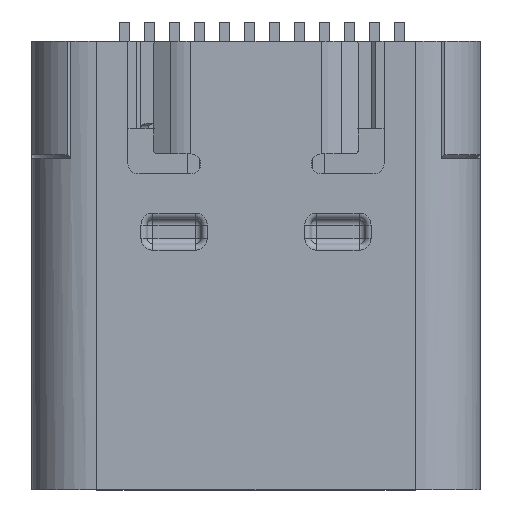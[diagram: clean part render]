
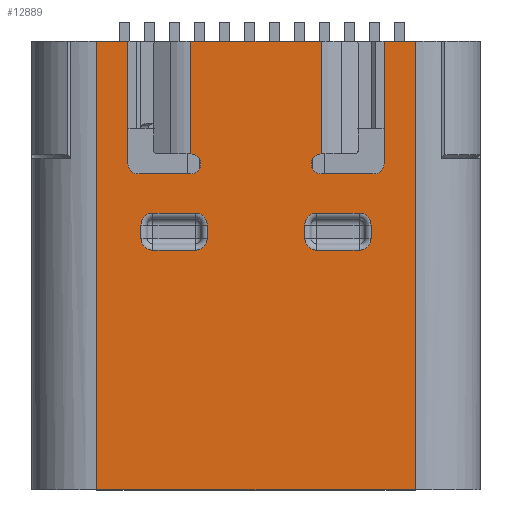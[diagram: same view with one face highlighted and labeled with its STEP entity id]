
A CAD part, top view. The second image highlights one B-rep face of the part: STEP entity #12889.
In plain terms, the highlighted planar face has unit normal (0, 0, 1).
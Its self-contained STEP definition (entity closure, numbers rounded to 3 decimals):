
#270=PLANE('',#13629);
#608=CIRCLE('',#13484,0.24);
#611=CIRCLE('',#13488,0.24);
#614=CIRCLE('',#13494,0.24);
#617=CIRCLE('',#13498,0.24);
#618=CIRCLE('',#13502,0.201);
#619=CIRCLE('',#13505,0.201);
#620=CIRCLE('',#13509,0.201);
#621=CIRCLE('',#13512,0.201);
#624=CIRCLE('',#13518,0.24);
#627=CIRCLE('',#13522,0.24);
#630=CIRCLE('',#13528,0.24);
#633=CIRCLE('',#13532,0.24);
#2472=ORIENTED_EDGE('',*,*,#4263,.T.);
#2473=ORIENTED_EDGE('',*,*,#4259,.T.);
#2474=ORIENTED_EDGE('',*,*,#4256,.T.);
#2475=ORIENTED_EDGE('',*,*,#4251,.T.);
#2476=ORIENTED_EDGE('',*,*,#4250,.T.);
#2477=ORIENTED_EDGE('',*,*,#4254,.T.);
#2478=ORIENTED_EDGE('',*,*,#4258,.T.);
#2479=ORIENTED_EDGE('',*,*,#4262,.F.);
#2480=ORIENTED_EDGE('',*,*,#4264,.F.);
#2481=ORIENTED_EDGE('',*,*,#3852,.T.);
#2482=ORIENTED_EDGE('',*,*,#4424,.T.);
#2483=ORIENTED_EDGE('',*,*,#4425,.T.);
#2484=ORIENTED_EDGE('',*,*,#4421,.T.);
#2485=ORIENTED_EDGE('',*,*,#3862,.T.);
#2486=ORIENTED_EDGE('',*,*,#4279,.T.);
#2487=ORIENTED_EDGE('',*,*,#4277,.F.);
#2488=ORIENTED_EDGE('',*,*,#4275,.T.);
#2489=ORIENTED_EDGE('',*,*,#4273,.F.);
#2490=ORIENTED_EDGE('',*,*,#4272,.T.);
#2491=ORIENTED_EDGE('',*,*,#3856,.T.);
#2492=ORIENTED_EDGE('',*,*,#4271,.F.);
#2493=ORIENTED_EDGE('',*,*,#4270,.F.);
#2494=ORIENTED_EDGE('',*,*,#4268,.F.);
#2495=ORIENTED_EDGE('',*,*,#4266,.F.);
#2496=ORIENTED_EDGE('',*,*,#4295,.T.);
#2497=ORIENTED_EDGE('',*,*,#4291,.T.);
#2498=ORIENTED_EDGE('',*,*,#4288,.T.);
#2499=ORIENTED_EDGE('',*,*,#4283,.T.);
#2500=ORIENTED_EDGE('',*,*,#4282,.T.);
#2501=ORIENTED_EDGE('',*,*,#4286,.T.);
#2502=ORIENTED_EDGE('',*,*,#4290,.T.);
#2503=ORIENTED_EDGE('',*,*,#4294,.F.);
#3852=EDGE_CURVE('',#5146,#5145,#6090,.T.);
#3856=EDGE_CURVE('',#5148,#5147,#6093,.T.);
#3862=EDGE_CURVE('',#5153,#5152,#6098,.T.);
#4250=EDGE_CURVE('',#5388,#5389,#6357,.T.);
#4251=EDGE_CURVE('',#5390,#5388,#608,.T.);
#4254=EDGE_CURVE('',#5389,#5391,#611,.T.);
#4256=EDGE_CURVE('',#5392,#5390,#6358,.T.);
#4258=EDGE_CURVE('',#5391,#5393,#6359,.T.);
#4259=EDGE_CURVE('',#5394,#5392,#614,.T.);
#4262=EDGE_CURVE('',#5395,#5393,#617,.T.);
#4263=EDGE_CURVE('',#5395,#5394,#6360,.T.);
#4264=EDGE_CURVE('',#5146,#5396,#6361,.T.);
#4266=EDGE_CURVE('',#5396,#5397,#618,.T.);
#4268=EDGE_CURVE('',#5397,#5398,#6364,.T.);
#4270=EDGE_CURVE('',#5398,#5003,#619,.T.);
#4271=EDGE_CURVE('',#5003,#5147,#6365,.T.);
#4272=EDGE_CURVE('',#5375,#5148,#6366,.T.);
#4273=EDGE_CURVE('',#5375,#5399,#620,.T.);
#4275=EDGE_CURVE('',#5400,#5399,#6367,.T.);
#4277=EDGE_CURVE('',#5400,#5401,#621,.T.);
#4279=EDGE_CURVE('',#5152,#5401,#6370,.T.);
#4282=EDGE_CURVE('',#5402,#5403,#6371,.T.);
#4283=EDGE_CURVE('',#5404,#5402,#624,.T.);
#4286=EDGE_CURVE('',#5403,#5405,#627,.T.);
#4288=EDGE_CURVE('',#5406,#5404,#6372,.T.);
#4290=EDGE_CURVE('',#5405,#5407,#6373,.T.);
#4291=EDGE_CURVE('',#5408,#5406,#630,.T.);
#4294=EDGE_CURVE('',#5409,#5407,#633,.T.);
#4295=EDGE_CURVE('',#5409,#5408,#6374,.T.);
#4421=EDGE_CURVE('',#5474,#5153,#6462,.T.);
#4424=EDGE_CURVE('',#5145,#5476,#6464,.T.);
#4425=EDGE_CURVE('',#5476,#5474,#6465,.T.);
#5003=VERTEX_POINT('',#17006);
#5145=VERTEX_POINT('',#17411);
#5146=VERTEX_POINT('',#17413);
#5147=VERTEX_POINT('',#17417);
#5148=VERTEX_POINT('',#17419);
#5152=VERTEX_POINT('',#17428);
#5153=VERTEX_POINT('',#17430);
#5375=VERTEX_POINT('',#18119);
#5388=VERTEX_POINT('',#18197);
#5389=VERTEX_POINT('',#18199);
#5390=VERTEX_POINT('',#18203);
#5391=VERTEX_POINT('',#18207);
#5392=VERTEX_POINT('',#18211);
#5393=VERTEX_POINT('',#18215);
#5394=VERTEX_POINT('',#18219);
#5395=VERTEX_POINT('',#18223);
#5396=VERTEX_POINT('',#18229);
#5397=VERTEX_POINT('',#18233);
#5398=VERTEX_POINT('',#18237);
#5399=VERTEX_POINT('',#18250);
#5400=VERTEX_POINT('',#18257);
#5401=VERTEX_POINT('',#18261);
#5402=VERTEX_POINT('',#18267);
#5403=VERTEX_POINT('',#18269);
#5404=VERTEX_POINT('',#18273);
#5405=VERTEX_POINT('',#18277);
#5406=VERTEX_POINT('',#18281);
#5407=VERTEX_POINT('',#18285);
#5408=VERTEX_POINT('',#18289);
#5409=VERTEX_POINT('',#18293);
#5474=VERTEX_POINT('',#18564);
#5476=VERTEX_POINT('',#18570);
#6090=LINE('',#17412,#7188);
#6093=LINE('',#17418,#7191);
#6098=LINE('',#17429,#7196);
#6357=LINE('',#18200,#7455);
#6358=LINE('',#18212,#7456);
#6359=LINE('',#18216,#7457);
#6360=LINE('',#18226,#7458);
#6361=LINE('',#18228,#7459);
#6364=LINE('',#18236,#7462);
#6365=LINE('',#18245,#7463);
#6366=LINE('',#18247,#7464);
#6367=LINE('',#18256,#7465);
#6370=LINE('',#18264,#7468);
#6371=LINE('',#18270,#7469);
#6372=LINE('',#18282,#7470);
#6373=LINE('',#18286,#7471);
#6374=LINE('',#18296,#7472);
#6462=LINE('',#18563,#7560);
#6464=LINE('',#18569,#7562);
#6465=LINE('',#18571,#7563);
#7188=VECTOR('',#14523,1000.);
#7191=VECTOR('',#14528,1000.);
#7196=VECTOR('',#14535,1000.);
#7455=VECTOR('',#15300,1000.);
#7456=VECTOR('',#15317,1000.);
#7457=VECTOR('',#15322,1000.);
#7458=VECTOR('',#15337,1000.);
#7459=VECTOR('',#15340,1000.);
#7462=VECTOR('',#15349,1000.);
#7463=VECTOR('',#15356,1000.);
#7464=VECTOR('',#15359,1000.);
#7465=VECTOR('',#15366,1000.);
#7468=VECTOR('',#15375,1000.);
#7469=VECTOR('',#15382,1000.);
#7470=VECTOR('',#15399,1000.);
#7471=VECTOR('',#15404,1000.);
#7472=VECTOR('',#15419,1000.);
#7560=VECTOR('',#15695,1000.);
#7562=VECTOR('',#15701,1000.);
#7563=VECTOR('',#15702,1000.);
#8209=EDGE_LOOP('',(#2472,#2473,#2474,#2475,#2476,#2477,#2478,#2479));
#8210=EDGE_LOOP('',(#2480,#2481,#2482,#2483,#2484,#2485,#2486,#2487,#2488,
#2489,#2490,#2491,#2492,#2493,#2494,#2495));
#8211=EDGE_LOOP('',(#2496,#2497,#2498,#2499,#2500,#2501,#2502,#2503));
#8726=FACE_BOUND('',#8209,.T.);
#8727=FACE_BOUND('',#8210,.T.);
#8728=FACE_BOUND('',#8211,.T.);
#12889=ADVANCED_FACE('',(#8726,#8727,#8728),#270,.T.);
#13484=AXIS2_PLACEMENT_3D('',#18202,#15303,#15304);
#13488=AXIS2_PLACEMENT_3D('',#18208,#15311,#15312);
#13494=AXIS2_PLACEMENT_3D('',#18218,#15325,#15326);
#13498=AXIS2_PLACEMENT_3D('',#18224,#15333,#15334);
#13502=AXIS2_PLACEMENT_3D('',#18232,#15344,#15345);
#13505=AXIS2_PLACEMENT_3D('',#18243,#15352,#15353);
#13509=AXIS2_PLACEMENT_3D('',#18249,#15362,#15363);
#13512=AXIS2_PLACEMENT_3D('',#18260,#15370,#15371);
#13518=AXIS2_PLACEMENT_3D('',#18272,#15385,#15386);
#13522=AXIS2_PLACEMENT_3D('',#18278,#15393,#15394);
#13528=AXIS2_PLACEMENT_3D('',#18288,#15407,#15408);
#13532=AXIS2_PLACEMENT_3D('',#18294,#15415,#15416);
#13629=AXIS2_PLACEMENT_3D('',#18568,#15699,#15700);
#14523=DIRECTION('',(-1.,0.,0.));
#14528=DIRECTION('',(-1.,0.,0.));
#14535=DIRECTION('',(-1.,0.,0.));
#15300=DIRECTION('',(0.,-1.,0.));
#15303=DIRECTION('',(0.,0.,-1.));
#15304=DIRECTION('',(0.,1.,0.));
#15311=DIRECTION('',(0.,0.,-1.));
#15312=DIRECTION('',(1.,0.,0.));
#15317=DIRECTION('',(1.,0.,0.));
#15322=DIRECTION('',(-1.,0.,0.));
#15325=DIRECTION('',(0.,0.,-1.));
#15326=DIRECTION('',(-1.,0.,0.));
#15333=DIRECTION('',(0.,0.,1.));
#15334=DIRECTION('',(-1.,0.,0.));
#15337=DIRECTION('',(0.,1.,0.));
#15340=DIRECTION('',(0.,-1.,0.));
#15344=DIRECTION('',(0.,0.,1.));
#15345=DIRECTION('',(1.,0.,0.));
#15349=DIRECTION('',(1.,0.,0.));
#15352=DIRECTION('',(0.,0.,1.));
#15353=DIRECTION('',(1.,0.,0.));
#15356=DIRECTION('',(0.,1.,0.));
#15359=DIRECTION('',(0.,1.,0.));
#15362=DIRECTION('',(0.,0.,1.));
#15363=DIRECTION('',(1.,0.,0.));
#15366=DIRECTION('',(-1.,0.,0.));
#15370=DIRECTION('',(0.,0.,1.));
#15371=DIRECTION('',(1.,0.,0.));
#15375=DIRECTION('',(0.,-1.,0.));
#15382=DIRECTION('',(-1.,0.,0.));
#15385=DIRECTION('',(0.,0.,-1.));
#15386=DIRECTION('',(1.,0.,0.));
#15393=DIRECTION('',(0.,0.,-1.));
#15394=DIRECTION('',(0.,-1.,0.));
#15399=DIRECTION('',(0.,-1.,0.));
#15404=DIRECTION('',(0.,1.,0.));
#15407=DIRECTION('',(0.,0.,-1.));
#15408=DIRECTION('',(0.,1.,0.));
#15415=DIRECTION('',(0.,0.,1.));
#15416=DIRECTION('',(0.,1.,0.));
#15419=DIRECTION('',(1.,0.,0.));
#15695=DIRECTION('',(0.,1.,0.));
#15699=DIRECTION('',(0.,0.,1.));
#15700=DIRECTION('',(1.,0.,0.));
#15701=DIRECTION('',(0.,-1.,0.));
#15702=DIRECTION('',(1.,0.,0.));
#17006=CARTESIAN_POINT('',(3.17,6.7,3.16));
#17411=CARTESIAN_POINT('',(1.3,8.95,3.16));
#17412=CARTESIAN_POINT('',(4.475,8.95,3.16));
#17413=CARTESIAN_POINT('',(1.92,8.95,3.16));
#17417=CARTESIAN_POINT('',(3.17,8.95,3.16));
#17418=CARTESIAN_POINT('',(4.475,8.95,3.16));
#17419=CARTESIAN_POINT('',(5.78,8.95,3.16));
#17428=CARTESIAN_POINT('',(7.03,8.95,3.16));
#17429=CARTESIAN_POINT('',(4.475,8.95,3.16));
#17430=CARTESIAN_POINT('',(7.65,8.95,3.16));
#18119=CARTESIAN_POINT('',(5.78,6.7,3.16));
#18197=CARTESIAN_POINT('',(6.77,5.28,3.16));
#18199=CARTESIAN_POINT('',(6.77,5.02,3.16));
#18200=CARTESIAN_POINT('',(6.77,5.4,3.16));
#18202=CARTESIAN_POINT('',(6.53,5.28,3.16));
#18203=CARTESIAN_POINT('',(6.53,5.52,3.16));
#18207=CARTESIAN_POINT('',(6.53,4.78,3.16));
#18208=CARTESIAN_POINT('',(6.53,5.02,3.16));
#18211=CARTESIAN_POINT('',(5.69,5.52,3.16));
#18212=CARTESIAN_POINT('',(2.3,5.52,3.16));
#18215=CARTESIAN_POINT('',(5.69,4.78,3.16));
#18216=CARTESIAN_POINT('',(3.38,4.78,3.16));
#18218=CARTESIAN_POINT('',(5.69,5.28,3.16));
#18219=CARTESIAN_POINT('',(5.45,5.28,3.16));
#18223=CARTESIAN_POINT('',(5.45,5.02,3.16));
#18224=CARTESIAN_POINT('',(5.69,5.02,3.16));
#18226=CARTESIAN_POINT('',(5.45,4.9,3.16));
#18228=CARTESIAN_POINT('',(1.92,7.1,3.16));
#18229=CARTESIAN_POINT('',(1.92,6.501,3.16));
#18232=CARTESIAN_POINT('',(2.121,6.501,3.16));
#18233=CARTESIAN_POINT('',(2.121,6.3,3.16));
#18236=CARTESIAN_POINT('',(6.83,6.3,3.16));
#18237=CARTESIAN_POINT('',(3.17,6.3,3.16));
#18243=CARTESIAN_POINT('',(3.169,6.499,3.16));
#18245=CARTESIAN_POINT('',(3.17,6.7,3.16));
#18247=CARTESIAN_POINT('',(5.78,6.7,3.16));
#18249=CARTESIAN_POINT('',(5.781,6.499,3.16));
#18250=CARTESIAN_POINT('',(5.78,6.3,3.16));
#18256=CARTESIAN_POINT('',(6.83,6.3,3.16));
#18257=CARTESIAN_POINT('',(6.829,6.3,3.16));
#18260=CARTESIAN_POINT('',(6.829,6.501,3.16));
#18261=CARTESIAN_POINT('',(7.03,6.501,3.16));
#18264=CARTESIAN_POINT('',(7.03,7.1,3.16));
#18267=CARTESIAN_POINT('',(3.26,4.78,3.16));
#18269=CARTESIAN_POINT('',(2.42,4.78,3.16));
#18270=CARTESIAN_POINT('',(3.38,4.78,3.16));
#18272=CARTESIAN_POINT('',(3.26,5.02,3.16));
#18273=CARTESIAN_POINT('',(3.5,5.02,3.16));
#18277=CARTESIAN_POINT('',(2.18,5.02,3.16));
#18278=CARTESIAN_POINT('',(2.42,5.02,3.16));
#18281=CARTESIAN_POINT('',(3.5,5.28,3.16));
#18282=CARTESIAN_POINT('',(3.5,5.4,3.16));
#18285=CARTESIAN_POINT('',(2.18,5.28,3.16));
#18286=CARTESIAN_POINT('',(2.18,4.9,3.16));
#18288=CARTESIAN_POINT('',(3.26,5.28,3.16));
#18289=CARTESIAN_POINT('',(3.26,5.52,3.16));
#18293=CARTESIAN_POINT('',(2.42,5.52,3.16));
#18294=CARTESIAN_POINT('',(2.42,5.28,3.16));
#18296=CARTESIAN_POINT('',(2.3,5.52,3.16));
#18563=CARTESIAN_POINT('',(7.65,0.,3.16));
#18564=CARTESIAN_POINT('',(7.65,0.,3.16));
#18568=CARTESIAN_POINT('',(4.475,3.973,3.16));
#18569=CARTESIAN_POINT('',(1.3,7.3,3.16));
#18570=CARTESIAN_POINT('',(1.3,0.,3.16));
#18571=CARTESIAN_POINT('',(1.3,0.,3.16));
